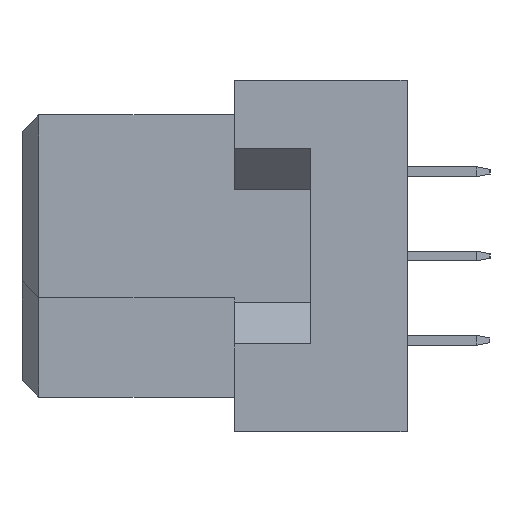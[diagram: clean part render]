
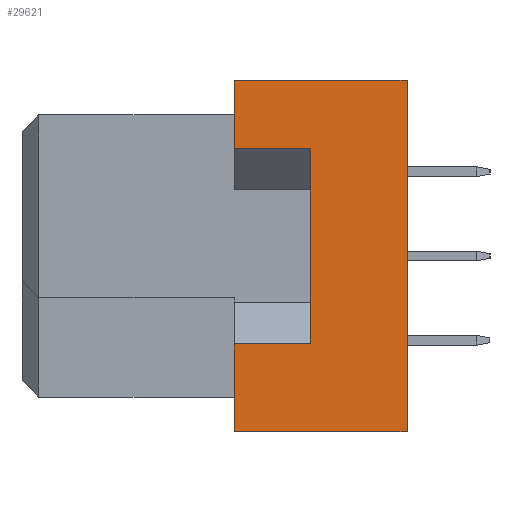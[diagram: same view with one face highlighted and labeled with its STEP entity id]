
A CAD part, left-side view. The second image highlights one B-rep face of the part: STEP entity #29621.
In plain terms, the highlighted planar face has unit normal (-1, 0, 0).
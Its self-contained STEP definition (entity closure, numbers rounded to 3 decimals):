
#229 = ORIENTED_EDGE ( 'NONE', *, *, #36439, .T. ) ;
#311 = DIRECTION ( 'NONE',  ( 0., 1., 0. ) ) ;
#814 = CARTESIAN_POINT ( 'NONE',  ( -47.5, -11.6, -5.3 ) ) ;
#1870 = EDGE_CURVE ( 'NONE', #36440, #33882, #24561, .T. ) ;
#3780 = CARTESIAN_POINT ( 'NONE',  ( -47.5, -8.7, 3.25 ) ) ;
#4948 = PLANE ( 'NONE',  #34674 ) ;
#5234 = EDGE_CURVE ( 'NONE', #36440, #35724, #13509, .T. ) ;
#5305 = VECTOR ( 'NONE', #34062, 1000. ) ;
#5685 = EDGE_CURVE ( 'NONE', #5970, #11879, #16433, .T. ) ;
#5775 = EDGE_CURVE ( 'NONE', #21005, #11879, #36856, .T. ) ;
#5970 = VERTEX_POINT ( 'NONE', #25892 ) ;
#6011 = CARTESIAN_POINT ( 'NONE',  ( -47.5, -11.6, -5.3 ) ) ;
#6919 = VECTOR ( 'NONE', #11065, 1000. ) ;
#8897 = ORIENTED_EDGE ( 'NONE', *, *, #11653, .F. ) ;
#9524 = LINE ( 'NONE', #6011, #9712 ) ;
#9712 = VECTOR ( 'NONE', #18613, 1000. ) ;
#10128 = CARTESIAN_POINT ( 'NONE',  ( -47.5, -6.4, 5.3 ) ) ;
#10451 = ORIENTED_EDGE ( 'NONE', *, *, #5234, .F. ) ;
#11065 = DIRECTION ( 'NONE',  ( 0., 0., 1. ) ) ;
#11653 = EDGE_CURVE ( 'NONE', #19347, #33882, #12202, .T. ) ;
#11879 = VERTEX_POINT ( 'NONE', #10128 ) ;
#12202 = LINE ( 'NONE', #18814, #34432 ) ;
#13125 = CARTESIAN_POINT ( 'NONE',  ( -47.5, -8.7, -2.65 ) ) ;
#13331 = CARTESIAN_POINT ( 'NONE',  ( -47.5, -11.6, 5.3 ) ) ;
#13509 = LINE ( 'NONE', #35822, #39022 ) ;
#14457 = FACE_OUTER_BOUND ( 'NONE', #24275, .T. ) ;
#15459 = VECTOR ( 'NONE', #311, 1000. ) ;
#15670 = VERTEX_POINT ( 'NONE', #814 ) ;
#16433 = LINE ( 'NONE', #22443, #15459 ) ;
#16609 = CARTESIAN_POINT ( 'NONE',  ( -47.5, -6.4, -2.65 ) ) ;
#17142 = VECTOR ( 'NONE', #24982, 1000. ) ;
#17662 = CARTESIAN_POINT ( 'NONE',  ( -47.5, -6.4, -5.3 ) ) ;
#17691 = ORIENTED_EDGE ( 'NONE', *, *, #5775, .F. ) ;
#18573 = LINE ( 'NONE', #21484, #17142 ) ;
#18613 = DIRECTION ( 'NONE',  ( 0., 1., 0. ) ) ;
#18814 = CARTESIAN_POINT ( 'NONE',  ( -47.5, -6.4, -5.3 ) ) ;
#19323 = LINE ( 'NONE', #13331, #37552 ) ;
#19347 = VERTEX_POINT ( 'NONE', #29048 ) ;
#21005 = VERTEX_POINT ( 'NONE', #22229 ) ;
#21484 = CARTESIAN_POINT ( 'NONE',  ( -47.5, -8.7, 3.25 ) ) ;
#22229 = CARTESIAN_POINT ( 'NONE',  ( -47.5, -6.4, 3.25 ) ) ;
#22443 = CARTESIAN_POINT ( 'NONE',  ( -47.5, -11.6, 5.3 ) ) ;
#24162 = CARTESIAN_POINT ( 'NONE',  ( -47.5, -8.7, -2.65 ) ) ;
#24275 = EDGE_LOOP ( 'NONE', ( #33855, #8897, #29199, #229, #26288, #17691, #27772, #10451 ) ) ;
#24311 = EDGE_CURVE ( 'NONE', #35724, #21005, #18573, .T. ) ;
#24561 = LINE ( 'NONE', #24162, #5305 ) ;
#24982 = DIRECTION ( 'NONE',  ( 0., 1., 0. ) ) ;
#25892 = CARTESIAN_POINT ( 'NONE',  ( -47.5, -11.6, 5.3 ) ) ;
#26288 = ORIENTED_EDGE ( 'NONE', *, *, #5685, .T. ) ;
#27053 = CARTESIAN_POINT ( 'NONE',  ( -47.5, -11.6, 5.3 ) ) ;
#27772 = ORIENTED_EDGE ( 'NONE', *, *, #24311, .F. ) ;
#29048 = CARTESIAN_POINT ( 'NONE',  ( -47.5, -6.4, -5.3 ) ) ;
#29199 = ORIENTED_EDGE ( 'NONE', *, *, #31342, .F. ) ;
#29621 = ADVANCED_FACE ( 'NONE', ( #14457 ), #4948, .T. ) ;
#30357 = DIRECTION ( 'NONE',  ( 0., 0., 1. ) ) ;
#31342 = EDGE_CURVE ( 'NONE', #15670, #19347, #9524, .T. ) ;
#31515 = DIRECTION ( 'NONE',  ( 0., 0., 1. ) ) ;
#33855 = ORIENTED_EDGE ( 'NONE', *, *, #1870, .T. ) ;
#33882 = VERTEX_POINT ( 'NONE', #16609 ) ;
#34062 = DIRECTION ( 'NONE',  ( 0., 1., 0. ) ) ;
#34432 = VECTOR ( 'NONE', #38218, 1000. ) ;
#34674 = AXIS2_PLACEMENT_3D ( 'NONE', #27053, #39633, #30357 ) ;
#35724 = VERTEX_POINT ( 'NONE', #3780 ) ;
#35822 = CARTESIAN_POINT ( 'NONE',  ( -47.5, -8.7, -2.65 ) ) ;
#36439 = EDGE_CURVE ( 'NONE', #15670, #5970, #19323, .T. ) ;
#36440 = VERTEX_POINT ( 'NONE', #13125 ) ;
#36856 = LINE ( 'NONE', #17662, #6919 ) ;
#37552 = VECTOR ( 'NONE', #31515, 1000. ) ;
#38218 = DIRECTION ( 'NONE',  ( 0., 0., 1. ) ) ;
#38706 = DIRECTION ( 'NONE',  ( 0., 0., 1. ) ) ;
#39022 = VECTOR ( 'NONE', #38706, 1000. ) ;
#39633 = DIRECTION ( 'NONE',  ( -1., 0., 0. ) ) ;
